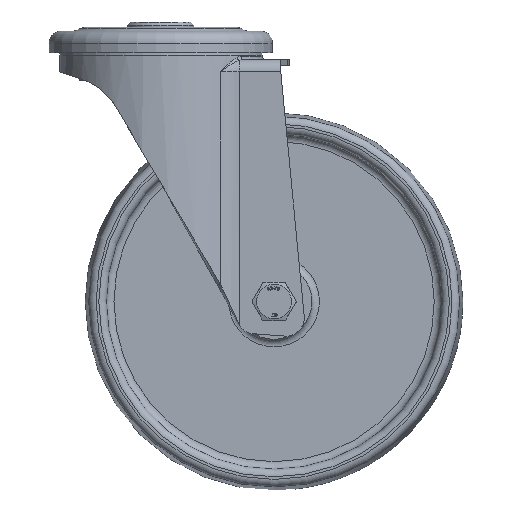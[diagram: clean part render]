
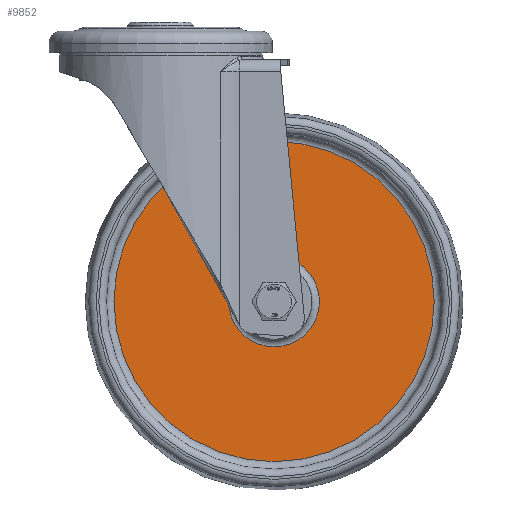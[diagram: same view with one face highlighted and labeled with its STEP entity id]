
A CAD part, front view. The second image highlights one B-rep face of the part: STEP entity #9852.
In plain terms, the highlighted planar face has unit normal (0, -1, 0).
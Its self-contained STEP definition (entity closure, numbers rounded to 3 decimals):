
#335=FACE_BOUND('',#1515,.T.);
#456=PLANE('',#10800);
#926=FACE_OUTER_BOUND('',#1514,.T.);
#1514=EDGE_LOOP('',(#7700));
#1515=EDGE_LOOP('',(#7701));
#3844=CIRCLE('',#10799,15.);
#3845=CIRCLE('',#10801,53.);
#4366=VERTEX_POINT('',#17250);
#4367=VERTEX_POINT('',#17254);
#5559=EDGE_CURVE('',#4366,#4366,#3844,.T.);
#5560=EDGE_CURVE('',#4367,#4367,#3845,.T.);
#7700=ORIENTED_EDGE('',*,*,#5560,.F.);
#7701=ORIENTED_EDGE('',*,*,#5559,.T.);
#9852=ADVANCED_FACE('',(#926,#335),#456,.T.);
#10799=AXIS2_PLACEMENT_3D('',#17252,#12523,#12524);
#10800=AXIS2_PLACEMENT_3D('',#17253,#12525,#12526);
#10801=AXIS2_PLACEMENT_3D('',#17255,#12527,#12528);
#12523=DIRECTION('center_axis',(0.,1.,0.));
#12524=DIRECTION('ref_axis',(1.,0.,0.));
#12525=DIRECTION('center_axis',(0.,-1.,0.));
#12526=DIRECTION('ref_axis',(0.,0.,-1.));
#12527=DIRECTION('center_axis',(0.,1.,0.));
#12528=DIRECTION('ref_axis',(1.,0.,0.));
#17250=CARTESIAN_POINT('',(0.,-3.5,-15.));
#17252=CARTESIAN_POINT('Origin',(0.,-3.5,0.));
#17253=CARTESIAN_POINT('Origin',(0.,-3.5,53.));
#17254=CARTESIAN_POINT('',(0.,-3.5,-53.));
#17255=CARTESIAN_POINT('Origin',(0.,-3.5,0.));
